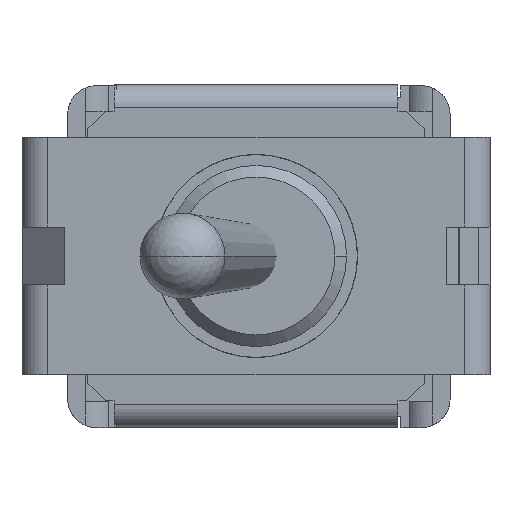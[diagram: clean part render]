
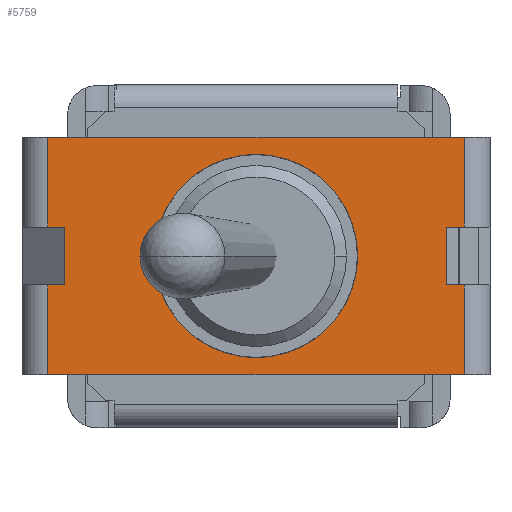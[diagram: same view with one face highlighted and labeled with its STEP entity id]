
A CAD part, front view. The second image highlights one B-rep face of the part: STEP entity #5759.
In plain terms, the highlighted planar face has unit normal (0, -1, 0).
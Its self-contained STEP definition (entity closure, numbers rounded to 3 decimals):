
#4378=DIRECTION('',(-1.,0.,0.));
#4379=VECTOR('',#4378,0.596);
#4380=CARTESIAN_POINT('',(7.08,-0.4,-3.475));
#4381=LINE('',#4380,#4379);
#4536=DIRECTION('',(-1.,0.,0.));
#4537=VECTOR('',#4536,14.36);
#4538=CARTESIAN_POINT('',(7.08,-0.4,1.625));
#4539=LINE('',#4538,#4537);
#4627=DIRECTION('',(0.,0.,1.));
#4628=VECTOR('',#4627,3.1);
#4629=CARTESIAN_POINT('',(7.08,-0.4,-1.475));
#4630=LINE('',#4629,#4628);
#4673=DIRECTION('',(-1.,0.,0.));
#4674=VECTOR('',#4673,0.561);
#4675=CARTESIAN_POINT('',(-6.719,-0.4,-1.475));
#4676=LINE('',#4675,#4674);
#4677=DIRECTION('',(-1.,0.,0.));
#4678=VECTOR('',#4677,0.596);
#4679=CARTESIAN_POINT('',(7.08,-0.4,-1.475));
#4680=LINE('',#4679,#4678);
#4681=DIRECTION('',(0.,0.,-1.));
#4682=VECTOR('',#4681,2.);
#4683=CARTESIAN_POINT('',(6.484,-0.4,-1.475));
#4684=LINE('',#4683,#4682);
#4685=DIRECTION('',(-1.,0.,0.));
#4686=VECTOR('',#4685,14.36);
#4687=CARTESIAN_POINT('',(7.08,-0.4,-6.575));
#4688=LINE('',#4687,#4686);
#4698=DIRECTION('',(-1.,0.,0.));
#4699=VECTOR('',#4698,0.561);
#4700=CARTESIAN_POINT('',(-6.719,-0.4,-3.475));
#4701=LINE('',#4700,#4699);
#4819=DIRECTION('',(0.,0.,-1.));
#4820=VECTOR('',#4819,2.);
#4821=CARTESIAN_POINT('',(-6.719,-0.4,-1.475));
#4822=LINE('',#4821,#4820);
#4872=DIRECTION('',(0.,0.,-1.));
#4873=VECTOR('',#4872,3.1);
#4874=CARTESIAN_POINT('',(-7.28,-0.4,-3.475));
#4875=LINE('',#4874,#4873);
#5006=DIRECTION('',(0.,0.,-1.));
#5007=VECTOR('',#5006,3.1);
#5008=CARTESIAN_POINT('',(-7.28,-0.4,1.625));
#5009=LINE('',#5008,#5007);
#5044=DIRECTION('',(0.,0.,1.));
#5045=VECTOR('',#5044,3.1);
#5046=CARTESIAN_POINT('',(7.08,-0.4,-6.575));
#5047=LINE('',#5046,#5045);
#5070=CARTESIAN_POINT('',(-7.28,-0.4,-6.575));
#5071=VERTEX_POINT('',#5070);
#5072=CARTESIAN_POINT('',(7.08,-0.4,-6.575));
#5073=VERTEX_POINT('',#5072);
#5118=CARTESIAN_POINT('',(-6.719,-0.4,-3.475));
#5119=VERTEX_POINT('',#5118);
#5120=CARTESIAN_POINT('',(-7.28,-0.4,-3.475));
#5121=VERTEX_POINT('',#5120);
#5130=CARTESIAN_POINT('',(7.08,-0.4,-3.475));
#5131=VERTEX_POINT('',#5130);
#5132=CARTESIAN_POINT('',(6.484,-0.4,-3.475));
#5133=VERTEX_POINT('',#5132);
#5215=CARTESIAN_POINT('',(-6.719,-0.4,-1.475));
#5216=VERTEX_POINT('',#5215);
#5217=CARTESIAN_POINT('',(-7.28,-0.4,-1.475));
#5218=VERTEX_POINT('',#5217);
#5219=CARTESIAN_POINT('',(-7.28,-0.4,1.625));
#5220=VERTEX_POINT('',#5219);
#5221=CARTESIAN_POINT('',(7.08,-0.4,1.625));
#5222=VERTEX_POINT('',#5221);
#5223=CARTESIAN_POINT('',(7.08,-0.4,-1.475));
#5224=VERTEX_POINT('',#5223);
#5225=CARTESIAN_POINT('',(6.484,-0.4,-1.475));
#5226=VERTEX_POINT('',#5225);
#5734=CARTESIAN_POINT('',(-7.28,-0.4,-6.575));
#5735=DIRECTION('',(0.,-1.,0.));
#5736=DIRECTION('',(1.,0.,0.));
#5737=AXIS2_PLACEMENT_3D('',#5734,#5735,#5736);
#5738=PLANE('',#5737);
#5740=ORIENTED_EDGE('',*,*,#5739,.F.);
#5742=ORIENTED_EDGE('',*,*,#5741,.F.);
#5744=ORIENTED_EDGE('',*,*,#5743,.T.);
#5746=ORIENTED_EDGE('',*,*,#5745,.F.);
#5747=ORIENTED_EDGE('',*,*,#5547,.F.);
#5748=ORIENTED_EDGE('',*,*,#5680,.F.);
#5749=ORIENTED_EDGE('',*,*,#5699,.T.);
#5750=ORIENTED_EDGE('',*,*,#5728,.T.);
#5751=ORIENTED_EDGE('',*,*,#5380,.F.);
#5753=ORIENTED_EDGE('',*,*,#5752,.F.);
#5754=ORIENTED_EDGE('',*,*,#5302,.T.);
#5756=ORIENTED_EDGE('',*,*,#5755,.F.);
#5757=EDGE_LOOP('',(#5740,#5742,#5744,#5746,#5747,#5748,#5749,#5750,#5751,#5753,
#5754,#5756));
#5758=FACE_OUTER_BOUND('',#5757,.F.);
#5759=ADVANCED_FACE('',(#5758),#5738,.T.);
#5302=EDGE_CURVE('',#5073,#5071,#4688,.T.);
#5380=EDGE_CURVE('',#5131,#5133,#4381,.T.);
#5547=EDGE_CURVE('',#5222,#5220,#4539,.T.);
#5680=EDGE_CURVE('',#5224,#5222,#4630,.T.);
#5699=EDGE_CURVE('',#5224,#5226,#4680,.T.);
#5728=EDGE_CURVE('',#5226,#5133,#4684,.T.);
#5739=EDGE_CURVE('',#5119,#5121,#4701,.T.);
#5741=EDGE_CURVE('',#5216,#5119,#4822,.T.);
#5743=EDGE_CURVE('',#5216,#5218,#4676,.T.);
#5745=EDGE_CURVE('',#5220,#5218,#5009,.T.);
#5752=EDGE_CURVE('',#5073,#5131,#5047,.T.);
#5755=EDGE_CURVE('',#5121,#5071,#4875,.T.);
